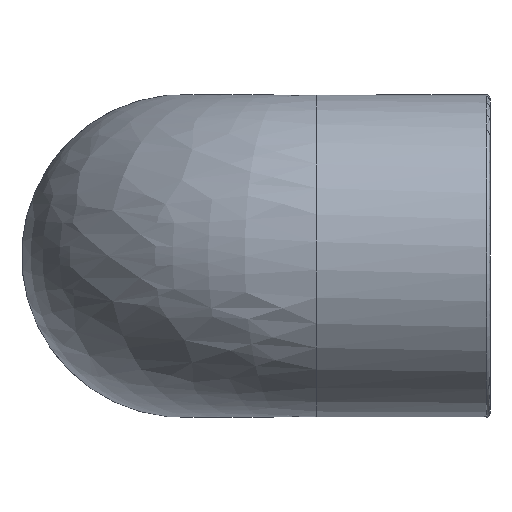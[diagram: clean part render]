
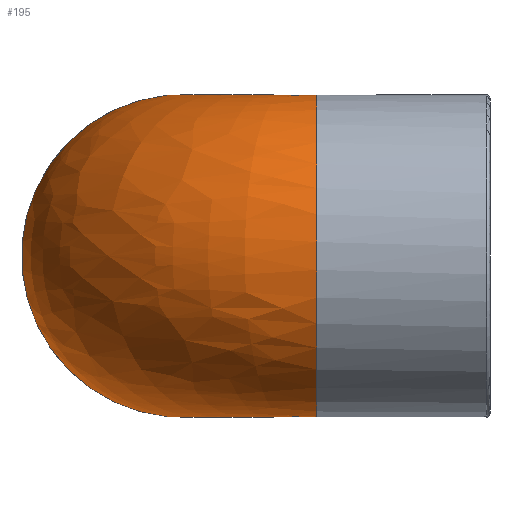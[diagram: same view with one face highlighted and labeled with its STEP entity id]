
A CAD part, left-side view. The second image highlights one B-rep face of the part: STEP entity #195.
In plain terms, the highlighted free-form (B-spline) face has degree [2, 2] with [9, 3] control points.
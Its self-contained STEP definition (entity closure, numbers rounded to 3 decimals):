
#45=CIRCLE('',#215,20.5);
#46=CIRCLE('',#216,20.5);
#61=(
BOUNDED_SURFACE()
B_SPLINE_SURFACE(2,2,((#383,#384,#385),(#386,#387,#388),(#389,#390,#391),
(#392,#393,#394),(#395,#396,#397),(#398,#399,#400),(#401,#402,#403),(#404,
#405,#406),(#407,#408,#409)),.UNSPECIFIED.,.F.,.F.,.F.)
B_SPLINE_SURFACE_WITH_KNOTS((3,2,2,2,3),(3,3),(-2.516,-1.258,
0.,1.258,2.516),(0.,1.571),
 .UNSPECIFIED.)
GEOMETRIC_REPRESENTATION_ITEM()
RATIONAL_B_SPLINE_SURFACE(((1.,0.707,1.),(0.809,
0.572,0.809),(1.,0.707,1.),(0.809,
0.572,0.809),(1.,0.707,1.),(0.809,
0.572,0.809),(1.,0.707,1.),(0.809,
0.572,0.809),(1.,0.707,1.)))
REPRESENTATION_ITEM('')
SURFACE()
);
#63=FACE_OUTER_BOUND('',#80,.T.);
#80=EDGE_LOOP('',(#157,#158,#159,#160));
#113=B_SPLINE_CURVE_WITH_KNOTS('',3,(#347,#348,#349,#350,#351,#352,#353,
#354,#355,#356,#357,#358,#359,#360,#361,#362),.UNSPECIFIED.,.F.,.F.,(4,
3,3,3,3,4),(0.,0.012,0.024,
0.031,0.042,0.062),.UNSPECIFIED.);
#114=B_SPLINE_CURVE_WITH_KNOTS('',3,(#366,#367,#368,#369,#370,#371,#372,
#373,#374,#375,#376,#377,#378,#379,#380,#381),.UNSPECIFIED.,.F.,.F.,(4,
3,3,3,3,4),(0.,0.012,0.024,
0.031,0.042,0.062),.UNSPECIFIED.);
#115=VERTEX_POINT('',#345);
#116=VERTEX_POINT('',#346);
#117=VERTEX_POINT('',#363);
#118=VERTEX_POINT('',#365);
#133=EDGE_CURVE('',#115,#116,#113,.T.);
#135=EDGE_CURVE('',#118,#117,#114,.T.);
#137=EDGE_CURVE('',#117,#115,#45,.T.);
#138=EDGE_CURVE('',#118,#116,#46,.T.);
#157=ORIENTED_EDGE('',*,*,#135,.T.);
#158=ORIENTED_EDGE('',*,*,#137,.T.);
#159=ORIENTED_EDGE('',*,*,#133,.T.);
#160=ORIENTED_EDGE('',*,*,#138,.F.);
#195=ADVANCED_FACE('',(#63),#61,.F.);
#215=AXIS2_PLACEMENT_3D('',#410,#252,#253);
#216=AXIS2_PLACEMENT_3D('',#411,#254,#255);
#252=DIRECTION('center_axis',(0.,1.,0.));
#253=DIRECTION('ref_axis',(-1.,0.,0.));
#254=DIRECTION('center_axis',(1.,0.,0.));
#255=DIRECTION('ref_axis',(0.,1.,0.));
#345=CARTESIAN_POINT('',(16.595,22.,12.035));
#346=CARTESIAN_POINT('',(17.,22.405,12.035));
#347=CARTESIAN_POINT('Ctrl Pts',(16.595,22.,12.035));
#348=CARTESIAN_POINT('Ctrl Pts',(16.602,22.041,12.026));
#349=CARTESIAN_POINT('Ctrl Pts',(16.613,22.081,12.019));
#350=CARTESIAN_POINT('Ctrl Pts',(16.63,22.119,12.013));
#351=CARTESIAN_POINT('Ctrl Pts',(16.646,22.156,12.008));
#352=CARTESIAN_POINT('Ctrl Pts',(16.666,22.19,12.004));
#353=CARTESIAN_POINT('Ctrl Pts',(16.691,22.222,12.002));
#354=CARTESIAN_POINT('Ctrl Pts',(16.703,22.239,12.001));
#355=CARTESIAN_POINT('Ctrl Pts',(16.717,22.254,12.001));
#356=CARTESIAN_POINT('Ctrl Pts',(16.732,22.268,12.001));
#357=CARTESIAN_POINT('Ctrl Pts',(16.759,22.296,12.001));
#358=CARTESIAN_POINT('Ctrl Pts',(16.79,22.32,12.002));
#359=CARTESIAN_POINT('Ctrl Pts',(16.823,22.34,12.006));
#360=CARTESIAN_POINT('Ctrl Pts',(16.878,22.373,12.012));
#361=CARTESIAN_POINT('Ctrl Pts',(16.938,22.395,12.022));
#362=CARTESIAN_POINT('Ctrl Pts',(17.,22.405,12.035));
#363=CARTESIAN_POINT('',(16.595,22.,-12.035));
#365=CARTESIAN_POINT('',(17.,22.405,-12.035));
#366=CARTESIAN_POINT('Ctrl Pts',(17.,22.405,-12.035));
#367=CARTESIAN_POINT('Ctrl Pts',(16.959,22.398,-12.026));
#368=CARTESIAN_POINT('Ctrl Pts',(16.919,22.387,-12.019));
#369=CARTESIAN_POINT('Ctrl Pts',(16.881,22.37,-12.013));
#370=CARTESIAN_POINT('Ctrl Pts',(16.844,22.354,-12.008));
#371=CARTESIAN_POINT('Ctrl Pts',(16.81,22.334,-12.004));
#372=CARTESIAN_POINT('Ctrl Pts',(16.778,22.309,-12.002));
#373=CARTESIAN_POINT('Ctrl Pts',(16.761,22.297,-12.001));
#374=CARTESIAN_POINT('Ctrl Pts',(16.746,22.283,-12.001));
#375=CARTESIAN_POINT('Ctrl Pts',(16.732,22.268,-12.001));
#376=CARTESIAN_POINT('Ctrl Pts',(16.704,22.241,-12.001));
#377=CARTESIAN_POINT('Ctrl Pts',(16.68,22.21,-12.002));
#378=CARTESIAN_POINT('Ctrl Pts',(16.66,22.177,-12.006));
#379=CARTESIAN_POINT('Ctrl Pts',(16.627,22.122,-12.012));
#380=CARTESIAN_POINT('Ctrl Pts',(16.605,22.062,-12.022));
#381=CARTESIAN_POINT('Ctrl Pts',(16.595,22.,-12.035));
#383=CARTESIAN_POINT('Ctrl Pts',(16.621,22.,11.999));
#384=CARTESIAN_POINT('Ctrl Pts',(16.621,22.379,11.999));
#385=CARTESIAN_POINT('Ctrl Pts',(17.,22.379,11.999));
#386=CARTESIAN_POINT('Ctrl Pts',(7.889,22.,24.095));
#387=CARTESIAN_POINT('Ctrl Pts',(7.889,31.111,24.095));
#388=CARTESIAN_POINT('Ctrl Pts',(17.,31.111,24.095));
#389=CARTESIAN_POINT('Ctrl Pts',(-6.305,22.,19.506));
#390=CARTESIAN_POINT('Ctrl Pts',(-6.305,45.305,19.506));
#391=CARTESIAN_POINT('Ctrl Pts',(17.,45.305,19.506));
#392=CARTESIAN_POINT('Ctrl Pts',(-20.5,22.,14.918));
#393=CARTESIAN_POINT('Ctrl Pts',(-20.5,59.5,14.918));
#394=CARTESIAN_POINT('Ctrl Pts',(17.,59.5,14.918));
#395=CARTESIAN_POINT('Ctrl Pts',(-20.5,22.,0.));
#396=CARTESIAN_POINT('Ctrl Pts',(-20.5,59.5,0.));
#397=CARTESIAN_POINT('Ctrl Pts',(17.,59.5,0.));
#398=CARTESIAN_POINT('Ctrl Pts',(-20.5,22.,-14.918));
#399=CARTESIAN_POINT('Ctrl Pts',(-20.5,59.5,-14.918));
#400=CARTESIAN_POINT('Ctrl Pts',(17.,59.5,-14.918));
#401=CARTESIAN_POINT('Ctrl Pts',(-6.305,22.,-19.506));
#402=CARTESIAN_POINT('Ctrl Pts',(-6.305,45.305,-19.506));
#403=CARTESIAN_POINT('Ctrl Pts',(17.,45.305,-19.506));
#404=CARTESIAN_POINT('Ctrl Pts',(7.889,22.,-24.095));
#405=CARTESIAN_POINT('Ctrl Pts',(7.889,31.111,-24.095));
#406=CARTESIAN_POINT('Ctrl Pts',(17.,31.111,-24.095));
#407=CARTESIAN_POINT('Ctrl Pts',(16.621,22.,-11.999));
#408=CARTESIAN_POINT('Ctrl Pts',(16.621,22.379,-11.999));
#409=CARTESIAN_POINT('Ctrl Pts',(17.,22.379,-11.999));
#410=CARTESIAN_POINT('Origin',(0.,22.,0.));
#411=CARTESIAN_POINT('Origin',(17.,39.,0.));
